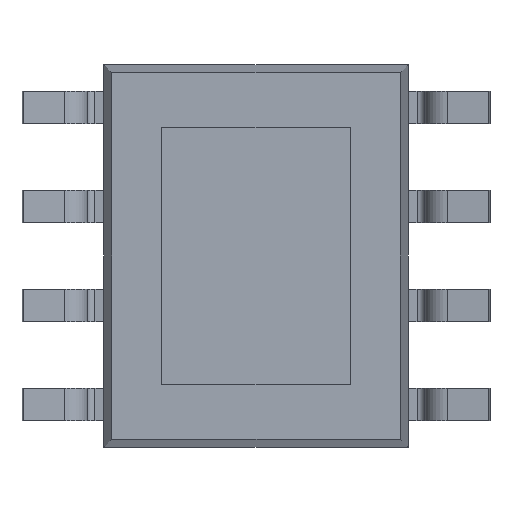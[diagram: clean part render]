
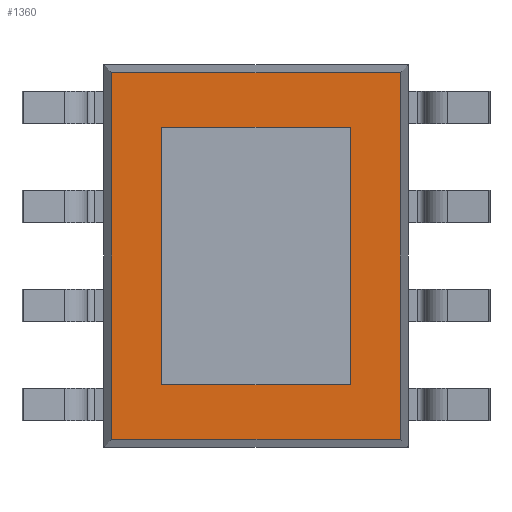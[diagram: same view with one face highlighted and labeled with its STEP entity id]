
A CAD part, front view. The second image highlights one B-rep face of the part: STEP entity #1360.
In plain terms, the highlighted planar face has unit normal (0, -1, 0).
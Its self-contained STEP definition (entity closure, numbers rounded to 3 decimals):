
#22 = LINE ( 'NONE', #2386, #1580 ) ;
#53 = VERTEX_POINT ( 'NONE', #1461 ) ;
#124 = CARTESIAN_POINT ( 'NONE',  ( 1.852, 0.15, -2.352 ) ) ;
#149 = LINE ( 'NONE', #573, #870 ) ;
#192 = DIRECTION ( 'NONE',  ( 0., 0., 1. ) ) ;
#266 = CARTESIAN_POINT ( 'NONE',  ( -1.206, 0.15, -1.651 ) ) ;
#269 = VERTEX_POINT ( 'NONE', #3916 ) ;
#567 = CARTESIAN_POINT ( 'NONE',  ( 1.852, 0.15, 0. ) ) ;
#573 = CARTESIAN_POINT ( 'NONE',  ( 1.206, 0.15, -1.651 ) ) ;
#628 = ORIENTED_EDGE ( 'NONE', *, *, #3407, .T. ) ;
#655 = VECTOR ( 'NONE', #1272, 1000. ) ;
#801 = VECTOR ( 'NONE', #2939, 1000. ) ;
#825 = VERTEX_POINT ( 'NONE', #2433 ) ;
#870 = VECTOR ( 'NONE', #1498, 1000. ) ;
#968 = CARTESIAN_POINT ( 'NONE',  ( -1.206, 0.15, -1.651 ) ) ;
#993 = CARTESIAN_POINT ( 'NONE',  ( 1.206, 0.15, 1.651 ) ) ;
#1173 = EDGE_CURVE ( 'NONE', #1201, #825, #1322, .T. ) ;
#1201 = VERTEX_POINT ( 'NONE', #266 ) ;
#1272 = DIRECTION ( 'NONE',  ( 1., 0., 0. ) ) ;
#1287 = AXIS2_PLACEMENT_3D ( 'NONE', #1714, #3088, #4043 ) ;
#1322 = LINE ( 'NONE', #968, #655 ) ;
#1349 = ORIENTED_EDGE ( 'NONE', *, *, #1747, .F. ) ;
#1360 = ADVANCED_FACE ( 'NONE', ( #4135, #2739 ), #3521, .T. ) ;
#1461 = CARTESIAN_POINT ( 'NONE',  ( -1.852, 0.15, 2.352 ) ) ;
#1498 = DIRECTION ( 'NONE',  ( 0., 0., 1. ) ) ;
#1580 = VECTOR ( 'NONE', #3365, 1000. ) ;
#1656 = VECTOR ( 'NONE', #2754, 1000. ) ;
#1689 = EDGE_CURVE ( 'NONE', #53, #2970, #3788, .T. ) ;
#1714 = CARTESIAN_POINT ( 'NONE',  ( 0., 0.15, 0. ) ) ;
#1729 = DIRECTION ( 'NONE',  ( 0., 0., -1. ) ) ;
#1747 = EDGE_CURVE ( 'NONE', #3227, #1201, #2110, .T. ) ;
#1804 = CARTESIAN_POINT ( 'NONE',  ( -1.852, 0.15, -2.352 ) ) ;
#1904 = VERTEX_POINT ( 'NONE', #993 ) ;
#1921 = VECTOR ( 'NONE', #1729, 1000. ) ;
#1979 = CARTESIAN_POINT ( 'NONE',  ( -1.206, 0.15, 1.651 ) ) ;
#1995 = ORIENTED_EDGE ( 'NONE', *, *, #2801, .T. ) ;
#2071 = VECTOR ( 'NONE', #3101, 1000. ) ;
#2096 = EDGE_CURVE ( 'NONE', #825, #1904, #149, .T. ) ;
#2110 = LINE ( 'NONE', #2153, #2071 ) ;
#2113 = LINE ( 'NONE', #2778, #1656 ) ;
#2153 = CARTESIAN_POINT ( 'NONE',  ( -1.206, 0.15, -1.651 ) ) ;
#2173 = LINE ( 'NONE', #567, #2572 ) ;
#2224 = ORIENTED_EDGE ( 'NONE', *, *, #1689, .T. ) ;
#2327 = EDGE_CURVE ( 'NONE', #1904, #3227, #4380, .T. ) ;
#2386 = CARTESIAN_POINT ( 'NONE',  ( 0., 0.15, 2.352 ) ) ;
#2433 = CARTESIAN_POINT ( 'NONE',  ( 1.206, 0.15, -1.651 ) ) ;
#2458 = ORIENTED_EDGE ( 'NONE', *, *, #1173, .F. ) ;
#2572 = VECTOR ( 'NONE', #192, 1000. ) ;
#2694 = CARTESIAN_POINT ( 'NONE',  ( -1.206, 0.15, 1.651 ) ) ;
#2696 = ORIENTED_EDGE ( 'NONE', *, *, #3304, .T. ) ;
#2739 = FACE_OUTER_BOUND ( 'NONE', #3990, .T. ) ;
#2754 = DIRECTION ( 'NONE',  ( 1., 0., 0. ) ) ;
#2778 = CARTESIAN_POINT ( 'NONE',  ( 0., 0.15, -2.352 ) ) ;
#2801 = EDGE_CURVE ( 'NONE', #269, #53, #22, .T. ) ;
#2802 = CARTESIAN_POINT ( 'NONE',  ( -1.852, 0.15, 0. ) ) ;
#2939 = DIRECTION ( 'NONE',  ( -1., 0., 0. ) ) ;
#2970 = VERTEX_POINT ( 'NONE', #1804 ) ;
#3088 = DIRECTION ( 'NONE',  ( 0., -1., 0. ) ) ;
#3101 = DIRECTION ( 'NONE',  ( 0., 0., -1. ) ) ;
#3137 = ORIENTED_EDGE ( 'NONE', *, *, #2327, .F. ) ;
#3227 = VERTEX_POINT ( 'NONE', #1979 ) ;
#3304 = EDGE_CURVE ( 'NONE', #2970, #3431, #2113, .T. ) ;
#3365 = DIRECTION ( 'NONE',  ( -1., 0., 0. ) ) ;
#3407 = EDGE_CURVE ( 'NONE', #3431, #269, #2173, .T. ) ;
#3431 = VERTEX_POINT ( 'NONE', #124 ) ;
#3521 = PLANE ( 'NONE',  #1287 ) ;
#3592 = EDGE_LOOP ( 'NONE', ( #4066, #2458, #1349, #3137 ) ) ;
#3788 = LINE ( 'NONE', #2802, #1921 ) ;
#3916 = CARTESIAN_POINT ( 'NONE',  ( 1.852, 0.15, 2.352 ) ) ;
#3990 = EDGE_LOOP ( 'NONE', ( #2224, #2696, #628, #1995 ) ) ;
#4043 = DIRECTION ( 'NONE',  ( 0., 0., -1. ) ) ;
#4066 = ORIENTED_EDGE ( 'NONE', *, *, #2096, .F. ) ;
#4135 = FACE_BOUND ( 'NONE', #3592, .T. ) ;
#4380 = LINE ( 'NONE', #2694, #801 ) ;
